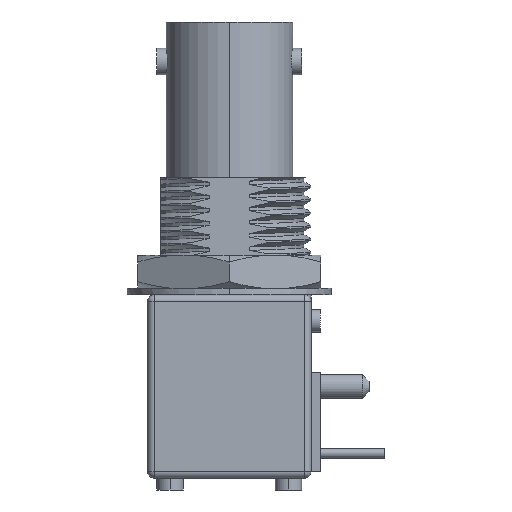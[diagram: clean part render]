
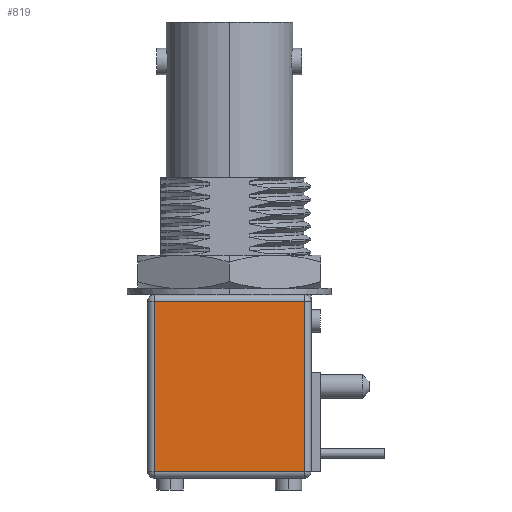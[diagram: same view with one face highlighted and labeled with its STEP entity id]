
A CAD part, left-side view. The second image highlights one B-rep face of the part: STEP entity #819.
In plain terms, the highlighted planar face has unit normal (-1, 0, 0).
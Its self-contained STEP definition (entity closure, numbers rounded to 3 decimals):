
#790 = AXIS2_PLACEMENT_3D ( 'NONE', #20005, #30560, #12201 ) ;
#819 = ADVANCED_FACE ( 'NONE', ( #4430 ), #9441, .F. ) ;
#1977 = DIRECTION ( 'NONE',  ( 0., 0., 1. ) ) ;
#2031 = LINE ( 'NONE', #15545, #19926 ) ;
#4430 = FACE_OUTER_BOUND ( 'NONE', #31540, .T. ) ;
#6263 = CARTESIAN_POINT ( 'NONE',  ( -7.25, 5.7, 13.9 ) ) ;
#6848 = EDGE_CURVE ( 'NONE', #16005, #23918, #8676, .T. ) ;
#7047 = VERTEX_POINT ( 'NONE', #21420 ) ;
#8676 = LINE ( 'NONE', #6263, #28732 ) ;
#9441 = PLANE ( 'NONE',  #790 ) ;
#10168 = EDGE_CURVE ( 'NONE', #7047, #16005, #2031, .T. ) ;
#10335 = DIRECTION ( 'NONE',  ( 0., 1., 0. ) ) ;
#10695 = CARTESIAN_POINT ( 'NONE',  ( -7.25, 5.7, 0.5 ) ) ;
#12078 = VECTOR ( 'NONE', #25090, 1000. ) ;
#12201 = DIRECTION ( 'NONE',  ( 0., 0., -1. ) ) ;
#13165 = EDGE_CURVE ( 'NONE', #14509, #7047, #20848, .T. ) ;
#13182 = CARTESIAN_POINT ( 'NONE',  ( -7.25, -5.7, 0.5 ) ) ;
#14509 = VERTEX_POINT ( 'NONE', #13182 ) ;
#15545 = CARTESIAN_POINT ( 'NONE',  ( -7.25, -6.2, 13.4 ) ) ;
#16005 = VERTEX_POINT ( 'NONE', #22241 ) ;
#16815 = EDGE_CURVE ( 'NONE', #23918, #14509, #16962, .T. ) ;
#16962 = LINE ( 'NONE', #27354, #12078 ) ;
#17998 = ORIENTED_EDGE ( 'NONE', *, *, #13165, .T. ) ;
#19926 = VECTOR ( 'NONE', #10335, 1000. ) ;
#20005 = CARTESIAN_POINT ( 'NONE',  ( -7.25, -6.2, 13.9 ) ) ;
#20848 = LINE ( 'NONE', #25691, #21620 ) ;
#21420 = CARTESIAN_POINT ( 'NONE',  ( -7.25, -5.7, 13.4 ) ) ;
#21620 = VECTOR ( 'NONE', #1977, 1000. ) ;
#22241 = CARTESIAN_POINT ( 'NONE',  ( -7.25, 5.7, 13.4 ) ) ;
#22951 = ORIENTED_EDGE ( 'NONE', *, *, #6848, .T. ) ;
#23918 = VERTEX_POINT ( 'NONE', #10695 ) ;
#25090 = DIRECTION ( 'NONE',  ( 0., -1., 0. ) ) ;
#25691 = CARTESIAN_POINT ( 'NONE',  ( -7.25, -5.7, 13.9 ) ) ;
#27354 = CARTESIAN_POINT ( 'NONE',  ( -7.25, -6.2, 0.5 ) ) ;
#28732 = VECTOR ( 'NONE', #29800, 1000. ) ;
#29800 = DIRECTION ( 'NONE',  ( 0., 0., -1. ) ) ;
#30560 = DIRECTION ( 'NONE',  ( 1., 0., 0. ) ) ;
#30674 = ORIENTED_EDGE ( 'NONE', *, *, #10168, .T. ) ;
#31540 = EDGE_LOOP ( 'NONE', ( #31918, #17998, #30674, #22951 ) ) ;
#31918 = ORIENTED_EDGE ( 'NONE', *, *, #16815, .T. ) ;
